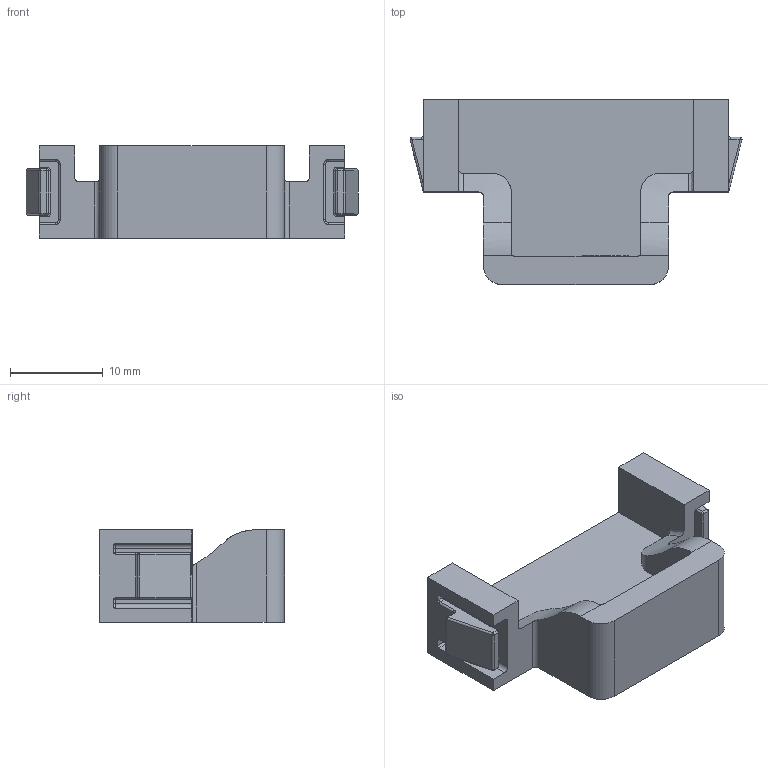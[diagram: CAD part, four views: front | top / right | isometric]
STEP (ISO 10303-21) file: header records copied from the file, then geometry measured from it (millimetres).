
FILE_DESCRIPTION (( 'STEP AP203' ), '1' );
FILE_NAME ('800400_c_1.STEP', '2023-03-16T03:50:27', ( '' ), ( '' ), 'SwSTEP 2.0', 'SolidWorks 2014', '' );
FILE_SCHEMA (( 'CONFIG_CONTROL_DESIGN' ));
Length unit declared in the file: millimetre
Products named in the file (1): 800400_c_1
Bounding box: 35.89 x 20 x 10 mm (x, y, z)
Volume: 3007.2 mm3; surface area: 2483.6 mm2
Topology: 1 solids, 1 shells, 151 faces, 383 edges, 226 vertices
Faces by surface type: cylinder 61, plane 50, bspline 40
Entity records: 5220 total; most frequent: CARTESIAN_POINT 1755, ORIENTED_EDGE 746, DIRECTION 671, EDGE_CURVE 373, AXIS2_PLACEMENT_3D 234, VERTEX_POINT 226, VECTOR 203, LINE 203
